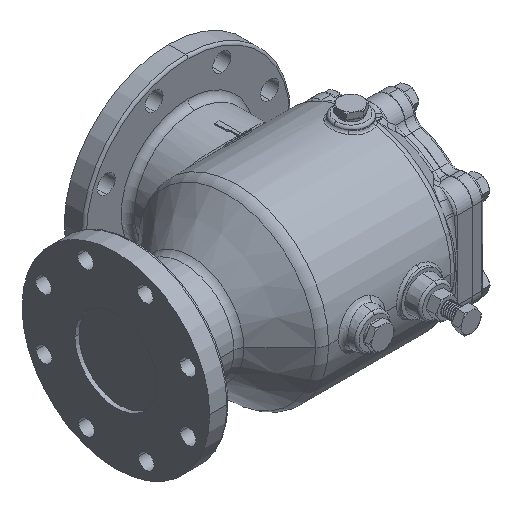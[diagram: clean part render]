
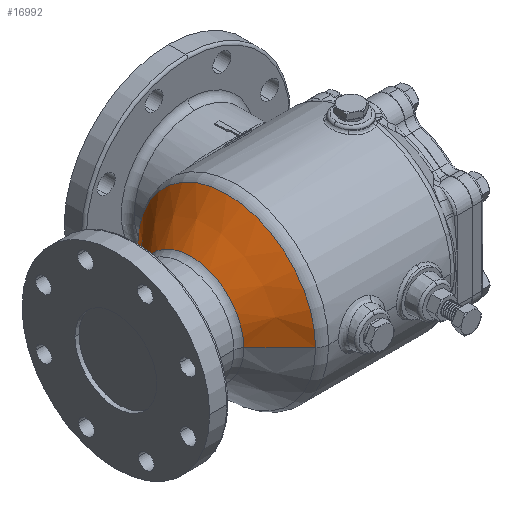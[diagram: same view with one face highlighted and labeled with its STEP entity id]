
A CAD part, isometric view. The second image highlights one B-rep face of the part: STEP entity #16992.
In plain terms, the highlighted conical face has half-angle 45 degrees and reference radius 64.516 mm.
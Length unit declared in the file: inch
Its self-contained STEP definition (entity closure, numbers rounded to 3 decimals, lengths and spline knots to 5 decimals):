
#1702 = AXIS2_PLACEMENT_3D ( 'NONE', #57981, #31123, #4327 ) ;
#2728 = ORIENTED_EDGE ( 'NONE', *, *, #19523, .F. ) ;
#2985 = DIRECTION ( 'NONE',  ( 0.707, -0.707, 0. ) ) ;
#3944 = EDGE_CURVE ( 'NONE', #41392, #23473, #17108, .T. ) ;
#4327 = DIRECTION ( 'NONE',  ( 0., 1., 0. ) ) ;
#6342 = VERTEX_POINT ( 'NONE', #51743 ) ;
#7051 = AXIS2_PLACEMENT_3D ( 'NONE', #45786, #18887, #50247 ) ;
#9533 = CARTESIAN_POINT ( 'NONE',  ( -5.80651, 2.54009, 0. ) ) ;
#10469 = LINE ( 'NONE', #56635, #43340 ) ;
#15577 = ORIENTED_EDGE ( 'NONE', *, *, #43222, .T. ) ;
#16992 = ADVANCED_FACE ( 'NONE', ( #48002 ), #21323, .T. ) ;
#17108 = LINE ( 'NONE', #9533, #41004 ) ;
#18560 = CIRCLE ( 'NONE', #1702, 4.26439 ) ;
#18740 = ORIENTED_EDGE ( 'NONE', *, *, #3944, .F. ) ;
#18887 = DIRECTION ( 'NONE',  ( 1., 0., 0. ) ) ;
#19523 = EDGE_CURVE ( 'NONE', #23473, #6342, #18560, .T. ) ;
#20592 = CARTESIAN_POINT ( 'NONE',  ( -5.80651, -2.53995, 0. ) ) ;
#20994 = ORIENTED_EDGE ( 'NONE', *, *, #49652, .T. ) ;
#21323 = CONICAL_SURFACE ( 'NONE', #37310, 2.54002, 0.785 ) ;
#22759 = CARTESIAN_POINT ( 'NONE',  ( -5.80651, 0.00007, 0. ) ) ;
#23473 = VERTEX_POINT ( 'NONE', #39000 ) ;
#31123 = DIRECTION ( 'NONE',  ( 1., 0., 0. ) ) ;
#31772 = DIRECTION ( 'NONE',  ( 1., 0., 0. ) ) ;
#32775 = VERTEX_POINT ( 'NONE', #20592 ) ;
#33224 = CARTESIAN_POINT ( 'NONE',  ( -5.80651, 2.54009, 0. ) ) ;
#37310 = AXIS2_PLACEMENT_3D ( 'NONE', #22759, #31772, #49601 ) ;
#39000 = CARTESIAN_POINT ( 'NONE',  ( -4.08214, 4.26446, 0. ) ) ;
#40839 = DIRECTION ( 'NONE',  ( 0.707, 0.707, 0. ) ) ;
#41004 = VECTOR ( 'NONE', #40839, 39.37008 ) ;
#41392 = VERTEX_POINT ( 'NONE', #33224 ) ;
#43222 = EDGE_CURVE ( 'NONE', #41392, #32775, #51928, .T. ) ;
#43340 = VECTOR ( 'NONE', #2985, 39.37008 ) ;
#45786 = CARTESIAN_POINT ( 'NONE',  ( -5.80651, 0.00007, 0. ) ) ;
#48002 = FACE_OUTER_BOUND ( 'NONE', #49501, .T. ) ;
#49501 = EDGE_LOOP ( 'NONE', ( #15577, #20994, #2728, #18740 ) ) ;
#49601 = DIRECTION ( 'NONE',  ( 0., 1., 0. ) ) ;
#49652 = EDGE_CURVE ( 'NONE', #32775, #6342, #10469, .T. ) ;
#50247 = DIRECTION ( 'NONE',  ( 0., 1., 0. ) ) ;
#51743 = CARTESIAN_POINT ( 'NONE',  ( -4.08214, -4.26432, 0. ) ) ;
#51928 = CIRCLE ( 'NONE', #7051, 2.54002 ) ;
#56635 = CARTESIAN_POINT ( 'NONE',  ( -5.80651, -2.53995, 0. ) ) ;
#57981 = CARTESIAN_POINT ( 'NONE',  ( -4.08214, 0.00007, 0. ) ) ;
